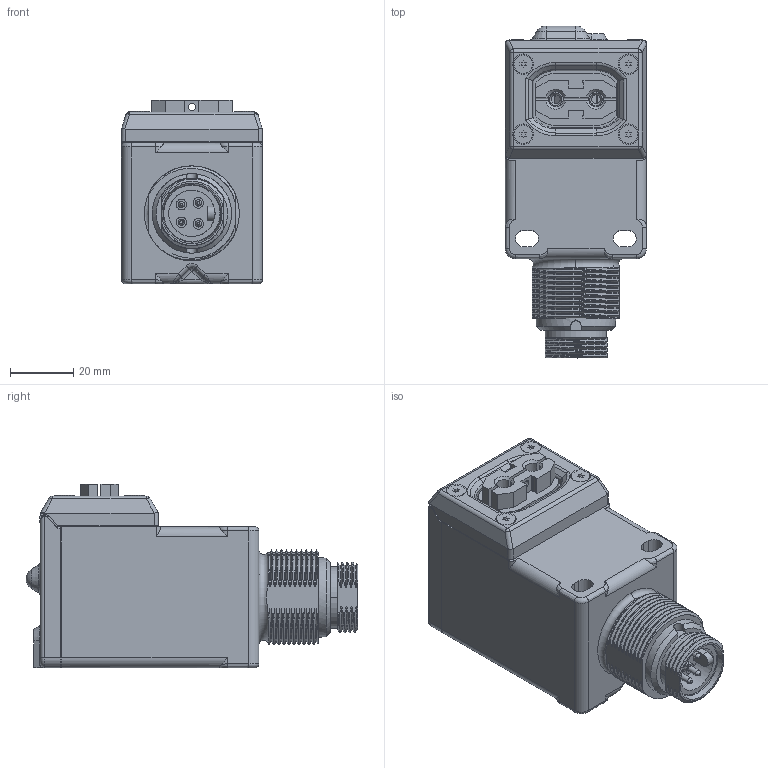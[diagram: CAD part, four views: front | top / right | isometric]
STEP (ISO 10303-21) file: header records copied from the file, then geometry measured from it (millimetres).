
FILE_DESCRIPTION((''),'2;1');
FILE_NAME('156705_ASM','2015-10-02T',('pdmadmin'),(''),'PRO/ENGINEER BY PARAMETRIC TECHNOLOGY CORPORATION, 2013230','PRO/ENGINEER BY PARAMETRIC TECHNOLOGY CORPORATION, 2013230','');
FILE_SCHEMA(('CONFIG_CONTROL_DESIGN'));
Products named in the file (14): 128327; 34619; 14840; 35813; 126238_ASM; 34975; 15857; 51294; 08279; 08280; 08787; 62332; 4PIN_CONNECTOR_ASM; 156705_ASM
Assembly tree (18 placements, depth 3):
  156705_ASM
    128327
    126238_ASM
      34619
      14840
      35813
    34975
    15857
    51294  x4
    4PIN_CONNECTOR_ASM
      08279
      08280  x3
      08787
      62332
Bounding box: 44.53 x 104.65 x 57.94 mm (x, y, z)
Volume: 72466.1 mm3; surface area: 52982.9 mm2
Topology: 16 solids, 16 shells, 1299 faces, 3277 edges, 2040 vertices
Faces by surface type: plane 467, cylinder 445, bspline 186, cone 100, torus 66, sphere 35
Entity records: 63471 total; most frequent: CARTESIAN_POINT 35308, ORIENTED_EDGE 6098, DIRECTION 5347, EDGE_CURVE 3049, VERTEX_POINT 1906, AXIS2_PLACEMENT_3D 1870, VECTOR 1607, LINE 1607
